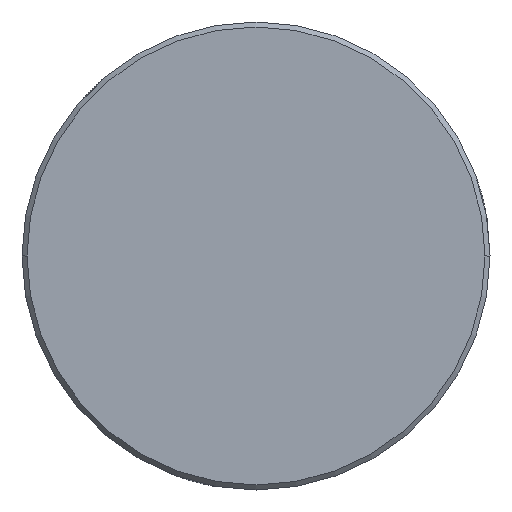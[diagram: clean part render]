
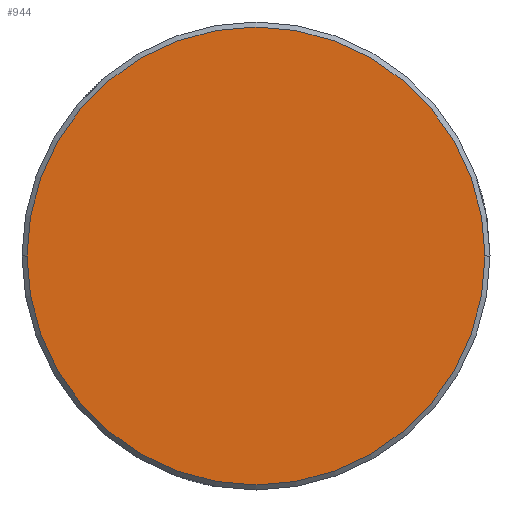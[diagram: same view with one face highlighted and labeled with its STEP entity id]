
A CAD part, left-side view. The second image highlights one B-rep face of the part: STEP entity #944.
In plain terms, the highlighted planar face has unit normal (-1, 0, 0).
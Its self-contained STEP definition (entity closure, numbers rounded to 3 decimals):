
#77 = AXIS2_PLACEMENT_3D ( 'NONE', #683, #853, #927 ) ;
#84 = EDGE_CURVE ( 'NONE', #196, #1014, #653, .T. ) ;
#120 = DIRECTION ( 'NONE',  ( 0., 0., 1. ) ) ;
#183 = ORIENTED_EDGE ( 'NONE', *, *, #744, .T. ) ;
#196 = VERTEX_POINT ( 'NONE', #551 ) ;
#230 = ORIENTED_EDGE ( 'NONE', *, *, #84, .T. ) ;
#375 = CARTESIAN_POINT ( 'NONE',  ( -77.7, -13.7, 0. ) ) ;
#405 = AXIS2_PLACEMENT_3D ( 'NONE', #880, #799, #120 ) ;
#535 = CARTESIAN_POINT ( 'NONE',  ( -77.7, 0., 0. ) ) ;
#551 = CARTESIAN_POINT ( 'NONE',  ( -77.7, 13.7, 0. ) ) ;
#565 = EDGE_LOOP ( 'NONE', ( #230, #183 ) ) ;
#627 = DIRECTION ( 'NONE',  ( -1., 0., 0. ) ) ;
#653 = CIRCLE ( 'NONE', #796, 13.7 ) ;
#683 = CARTESIAN_POINT ( 'NONE',  ( -77.7, 0., 0. ) ) ;
#736 = FACE_OUTER_BOUND ( 'NONE', #565, .T. ) ;
#744 = EDGE_CURVE ( 'NONE', #1014, #196, #1023, .T. ) ;
#796 = AXIS2_PLACEMENT_3D ( 'NONE', #535, #627, #973 ) ;
#799 = DIRECTION ( 'NONE',  ( -1., 0., 0. ) ) ;
#853 = DIRECTION ( 'NONE',  ( -1., 0., 0. ) ) ;
#880 = CARTESIAN_POINT ( 'NONE',  ( -77.7, -13.864, -13.864 ) ) ;
#927 = DIRECTION ( 'NONE',  ( 0., 1., 0. ) ) ;
#944 = ADVANCED_FACE ( 'NONE', ( #736 ), #1068, .T. ) ;
#973 = DIRECTION ( 'NONE',  ( 0., 1., 0. ) ) ;
#1014 = VERTEX_POINT ( 'NONE', #375 ) ;
#1023 = CIRCLE ( 'NONE', #77, 13.7 ) ;
#1068 = PLANE ( 'NONE',  #405 ) ;
